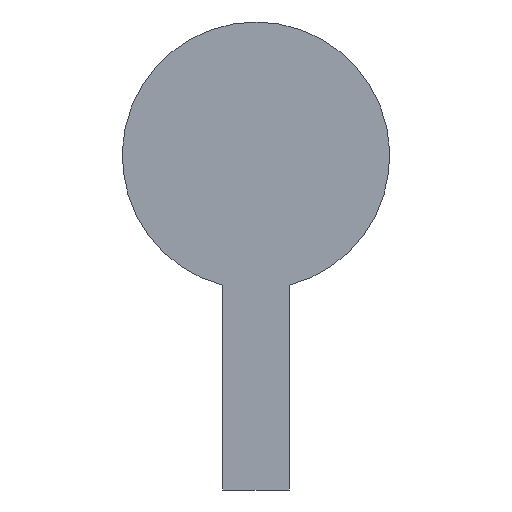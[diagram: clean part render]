
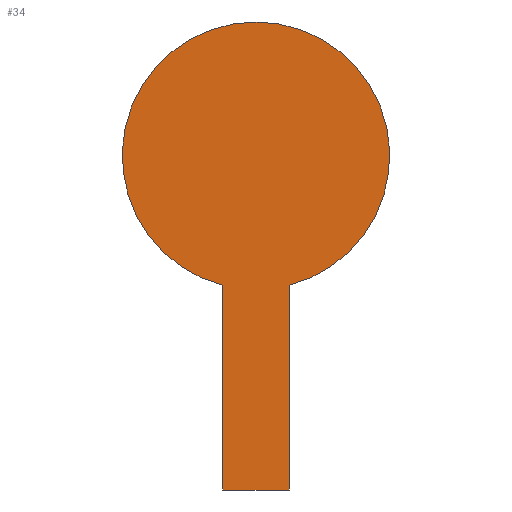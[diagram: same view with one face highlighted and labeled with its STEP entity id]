
A CAD part, top view. The second image highlights one B-rep face of the part: STEP entity #34.
In plain terms, the highlighted planar face has unit normal (0, 0, 1).
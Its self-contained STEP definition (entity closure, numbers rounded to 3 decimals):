
#12=FACE_OUTER_BOUND('',#13,.T.);
#13=EDGE_LOOP('',(#29,#30,#31,#32));
#14=LINE('',#67,#17);
#15=LINE('',#69,#18);
#16=LINE('',#70,#19);
#17=VECTOR('',#58,10.);
#18=VECTOR('',#59,10.);
#19=VECTOR('',#60,10.);
#20=CIRCLE('',#51,20.);
#21=VERTEX_POINT('',#63);
#22=VERTEX_POINT('',#64);
#23=VERTEX_POINT('',#66);
#24=VERTEX_POINT('',#68);
#25=EDGE_CURVE('',#21,#22,#20,.T.);
#26=EDGE_CURVE('',#22,#23,#14,.T.);
#27=EDGE_CURVE('',#23,#24,#15,.T.);
#28=EDGE_CURVE('',#24,#21,#16,.T.);
#29=ORIENTED_EDGE('',*,*,#25,.T.);
#30=ORIENTED_EDGE('',*,*,#26,.T.);
#31=ORIENTED_EDGE('',*,*,#27,.T.);
#32=ORIENTED_EDGE('',*,*,#28,.T.);
#33=PLANE('',#50);
#34=ADVANCED_FACE('',(#12),#33,.T.);
#50=AXIS2_PLACEMENT_3D('',#62,#54,#55);
#51=AXIS2_PLACEMENT_3D('',#65,#56,#57);
#54=DIRECTION('center_axis',(0.,0.,1.));
#55=DIRECTION('ref_axis',(1.,0.,0.));
#56=DIRECTION('center_axis',(0.,0.,1.));
#57=DIRECTION('ref_axis',(0.25,-0.968,0.));
#58=DIRECTION('',(0.,-1.,0.));
#59=DIRECTION('',(1.,0.,0.));
#60=DIRECTION('',(0.,1.,0.));
#62=CARTESIAN_POINT('Origin',(0.,35.,0.));
#63=CARTESIAN_POINT('',(5.,30.635,0.));
#64=CARTESIAN_POINT('',(-5.,30.635,0.));
#65=CARTESIAN_POINT('Origin',(0.,50.,0.));
#66=CARTESIAN_POINT('',(-5.,0.,0.));
#67=CARTESIAN_POINT('',(-5.,30.635,0.));
#68=CARTESIAN_POINT('',(5.,0.,0.));
#69=CARTESIAN_POINT('',(-5.,0.,0.));
#70=CARTESIAN_POINT('',(5.,0.,0.));
